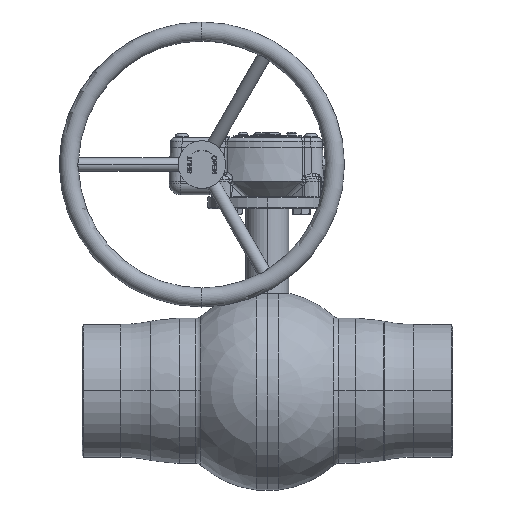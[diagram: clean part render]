
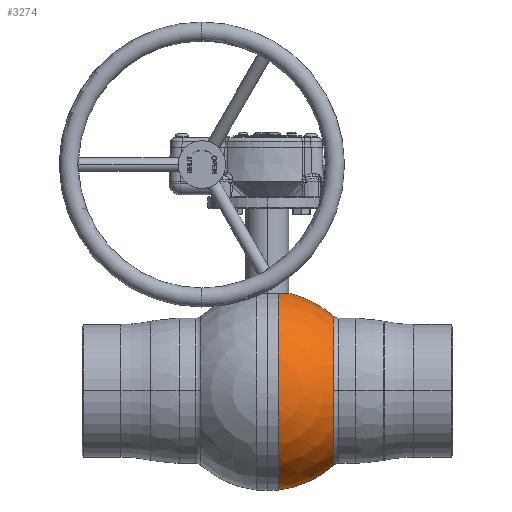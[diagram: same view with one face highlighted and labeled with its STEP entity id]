
A CAD part, top view. The second image highlights one B-rep face of the part: STEP entity #3274.
In plain terms, the highlighted spherical face has radius 105.1 mm.
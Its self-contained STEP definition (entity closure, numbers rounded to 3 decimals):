
#108 = CARTESIAN_POINT ( 'NONE',  ( 25.433, 173.119, 0. ) ) ;
#1292 = DIRECTION ( 'NONE',  ( 0., 0., -1. ) ) ;
#1333 = DIRECTION ( 'NONE',  ( 1., 0., 0. ) ) ;
#1484 = EDGE_CURVE ( 'NONE', #24070, #30892, #16425, .T. ) ;
#1788 = AXIS2_PLACEMENT_3D ( 'NONE', #12198, #1292, #18244 ) ;
#1852 = AXIS2_PLACEMENT_3D ( 'NONE', #6377, #16740, #19597 ) ;
#1884 = EDGE_CURVE ( 'NONE', #16868, #30892, #15438, .T. ) ;
#2296 = DIRECTION ( 'NONE',  ( 0., 1., 0. ) ) ;
#2790 = EDGE_LOOP ( 'NONE', ( #34840, #3727, #23286, #32760, #10540, #4485 ) ) ;
#3274 = ADVANCED_FACE ( 'NONE', ( #12721 ), #17547, .T. ) ;
#3607 = CARTESIAN_POINT ( 'NONE',  ( 69.858, 149.665, 0. ) ) ;
#3727 = ORIENTED_EDGE ( 'NONE', *, *, #16537, .T. ) ;
#4143 = DIRECTION ( 'NONE',  ( 0., -1., 0. ) ) ;
#4485 = ORIENTED_EDGE ( 'NONE', *, *, #19564, .F. ) ;
#5879 = AXIS2_PLACEMENT_3D ( 'NONE', #31667, #4143, #15391 ) ;
#5892 = CARTESIAN_POINT ( 'NONE',  ( 69.858, 71.142, 0. ) ) ;
#6377 = CARTESIAN_POINT ( 'NONE',  ( 11.76, 71.142, 0. ) ) ;
#7229 = EDGE_CURVE ( 'NONE', #17288, #30053, #25379, .T. ) ;
#8827 = VERTEX_POINT ( 'NONE', #13493 ) ;
#8841 = CARTESIAN_POINT ( 'NONE',  ( 69.858, 71.142, 78.523 ) ) ;
#10472 = CARTESIAN_POINT ( 'NONE',  ( 69.858, 71.142, 0. ) ) ;
#10540 = ORIENTED_EDGE ( 'NONE', *, *, #1884, .F. ) ;
#10711 = DIRECTION ( 'NONE',  ( 1., 0., 0. ) ) ;
#12198 = CARTESIAN_POINT ( 'NONE',  ( 0., 71.142, 0. ) ) ;
#12721 = FACE_OUTER_BOUND ( 'NONE', #2790, .T. ) ;
#13493 = CARTESIAN_POINT ( 'NONE',  ( 11.76, 173.119, 22.551 ) ) ;
#14490 = AXIS2_PLACEMENT_3D ( 'NONE', #27341, #29665, #2296 ) ;
#15253 = AXIS2_PLACEMENT_3D ( 'NONE', #10472, #1333, #34052 ) ;
#15278 = AXIS2_PLACEMENT_3D ( 'NONE', #33827, #31494, #28294 ) ;
#15391 = DIRECTION ( 'NONE',  ( 1., 0., 0. ) ) ;
#15417 = EDGE_CURVE ( 'NONE', #24070, #8827, #17268, .T. ) ;
#15438 = CIRCLE ( 'NONE', #23440, 78.523 ) ;
#16425 = CIRCLE ( 'NONE', #15278, 105.1 ) ;
#16537 = EDGE_CURVE ( 'NONE', #17288, #8827, #16709, .T. ) ;
#16709 = CIRCLE ( 'NONE', #5879, 25.433 ) ;
#16740 = DIRECTION ( 'NONE',  ( -1., 0., 0. ) ) ;
#16868 = VERTEX_POINT ( 'NONE', #8841 ) ;
#17268 = CIRCLE ( 'NONE', #1852, 104.44 ) ;
#17288 = VERTEX_POINT ( 'NONE', #108 ) ;
#17547 = SPHERICAL_SURFACE ( 'NONE', #1788, 105.1 ) ;
#18244 = DIRECTION ( 'NONE',  ( 0., -1., 0. ) ) ;
#19564 = EDGE_CURVE ( 'NONE', #30053, #16868, #26119, .T. ) ;
#19597 = DIRECTION ( 'NONE',  ( 0., -1., 0. ) ) ;
#23286 = ORIENTED_EDGE ( 'NONE', *, *, #15417, .F. ) ;
#23440 = AXIS2_PLACEMENT_3D ( 'NONE', #5892, #10711, #33254 ) ;
#24070 = VERTEX_POINT ( 'NONE', #29974 ) ;
#25379 = CIRCLE ( 'NONE', #14490, 105.1 ) ;
#26119 = CIRCLE ( 'NONE', #15253, 78.523 ) ;
#27341 = CARTESIAN_POINT ( 'NONE',  ( 0., 71.142, 0. ) ) ;
#28294 = DIRECTION ( 'NONE',  ( 1., 0., 0. ) ) ;
#29665 = DIRECTION ( 'NONE',  ( 0., 0., -1. ) ) ;
#29974 = CARTESIAN_POINT ( 'NONE',  ( 11.76, -33.298, 0. ) ) ;
#30053 = VERTEX_POINT ( 'NONE', #3607 ) ;
#30892 = VERTEX_POINT ( 'NONE', #34100 ) ;
#31494 = DIRECTION ( 'NONE',  ( 0., 0., 1. ) ) ;
#31667 = CARTESIAN_POINT ( 'NONE',  ( 0., 173.119, 0. ) ) ;
#32760 = ORIENTED_EDGE ( 'NONE', *, *, #1484, .T. ) ;
#33254 = DIRECTION ( 'NONE',  ( 0., 0., 1. ) ) ;
#33827 = CARTESIAN_POINT ( 'NONE',  ( 0., 71.142, 0. ) ) ;
#34052 = DIRECTION ( 'NONE',  ( 0., 0., 1. ) ) ;
#34100 = CARTESIAN_POINT ( 'NONE',  ( 69.858, -7.381, 0. ) ) ;
#34840 = ORIENTED_EDGE ( 'NONE', *, *, #7229, .F. ) ;
